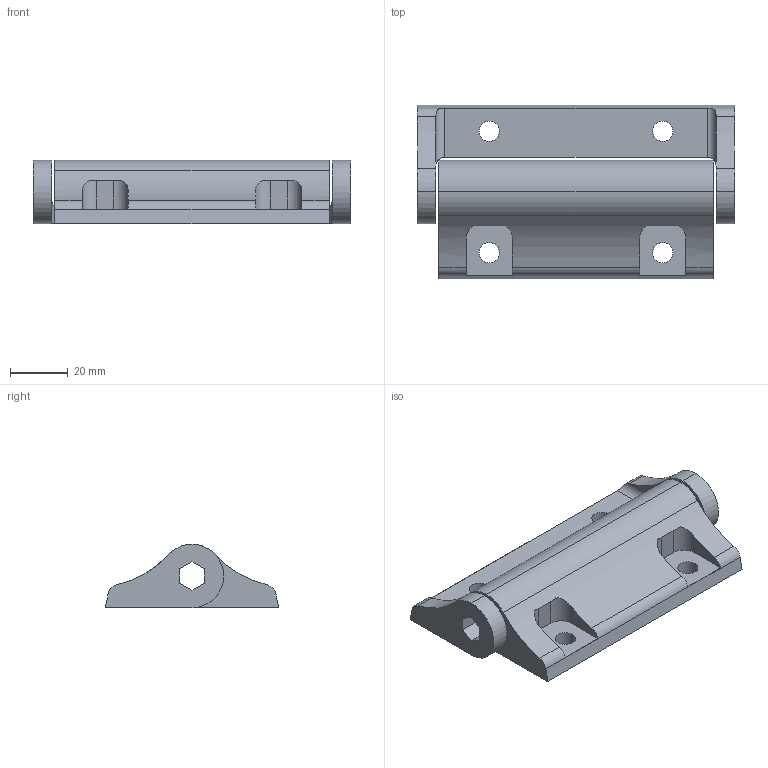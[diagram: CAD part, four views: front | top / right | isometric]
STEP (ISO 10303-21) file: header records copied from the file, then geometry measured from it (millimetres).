
FILE_DESCRIPTION (( 'STEP AP203' ), '1' );
FILE_NAME ('BP-879-1H.STEP', '2011-12-13T06:33:29', ( '' ), ( '' ), 'SwSTEP 2.0', 'SolidWorks 2011', '' );
FILE_SCHEMA (( 'CONFIG_CONTROL_DESIGN' ));
Length unit declared in the file: millimetre
Products named in the file (3): BP-879-1H; BP-879-1H僸儞僕B_; BP-879-1H僸儞僕A_
Assembly tree (2 placements, depth 2):
  BP-879-1H
    BP-879-1H僸儞僕A_
    BP-879-1H僸儞僕B_
Bounding box: 110 x 60 x 22 mm (x, y, z)
Volume: 47509 mm3; surface area: 24625.9 mm2
Topology: 2 solids, 2 shells, 67 faces, 187 edges, 124 vertices
Faces by surface type: plane 40, cylinder 27
Entity records: 2572 total; most frequent: CARTESIAN_POINT 483, DIRECTION 377, ORIENTED_EDGE 374, EDGE_CURVE 187, AXIS2_PLACEMENT_3D 128, VERTEX_POINT 124, VECTOR 121, LINE 121
